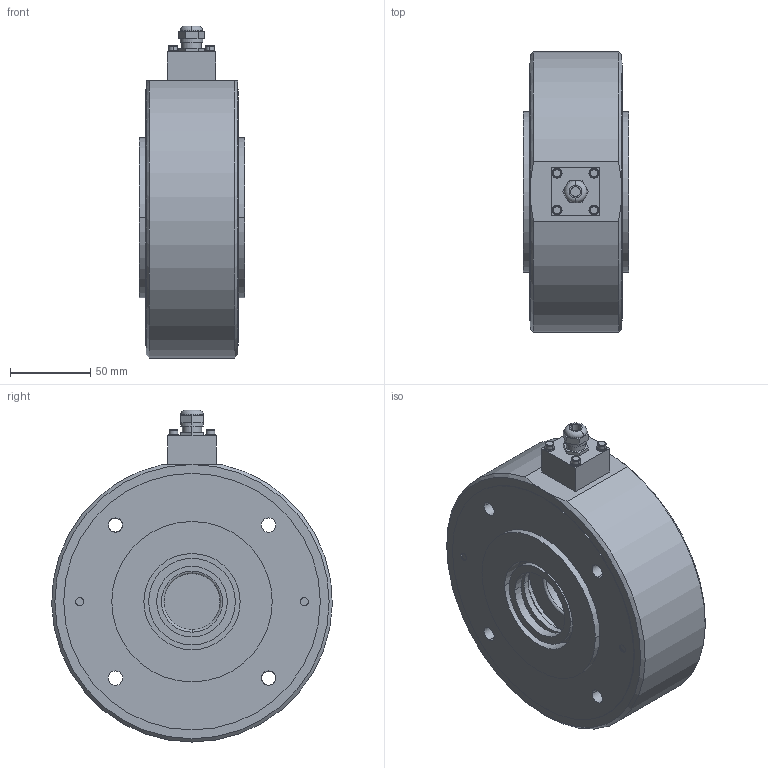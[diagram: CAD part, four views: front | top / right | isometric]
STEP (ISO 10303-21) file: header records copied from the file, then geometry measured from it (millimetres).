
FILE_DESCRIPTION((''),'2;1');
FILE_NAME('31101848_-.stp','2019-10-07T14:07:49',(''),(''),'Mechanical Desktop 2009','Mechanical Desktop 2009',', , ');
FILE_SCHEMA(('CONFIG_CONTROL_DESIGN'));
Length unit declared in the file: millimetre
Products named in the file (38): ZEICHNUNG3; L50006A; L4857104; TEIL1AA; L48573A; TEIL1; L49015; ~TEIL1; ZYLSTIFT10X36A; ZYLSTIFT10X36; ZYLSTIFT8X36; ZYLSTIFT8X36A; I-6KT_SCHRAUBE_M3X25A; I-6KT_SCHRAUBE_M3X25; I-6KT_SCHRAUBE_M6X50NKA; I-6KT_SCHRAUBE_M6X50NK; FEDERRING_M3A; FEDERRING_M3; SICHERUNGSRING_J80; SICHERUNGSRING_J80A; V_RING_V45AA; V_RING_V45A; L4340401; TEIL1A; PENDELKUGELLAGER_1307TVA; PENDELKUGELLAGER_1307TV; KABELVERSCHRAUBUNG_PG7; KABELVERSCHRAUBUNG_PG7A; L49083; TEIL1AAA; L50006; L48573; RM_SDBA; L49026; TEIL1AAAA; FLANSCHDOSE_14S-2P_4-POLIG; FLANSCHDOSE_14S-2P_4-POLIGA; RM_SDB
Assembly tree (42 placements, depth 4):
  ZEICHNUNG3
    L50006A
      L4857104
        TEIL1AA
      L48573A
        TEIL1
      L49015
        ~TEIL1
      ZYLSTIFT10X36A
        ZYLSTIFT10X36
      ZYLSTIFT8X36
        ZYLSTIFT8X36A
      I-6KT_SCHRAUBE_M3X25A  x4
        I-6KT_SCHRAUBE_M3X25
      I-6KT_SCHRAUBE_M6X50NKA  x2
        I-6KT_SCHRAUBE_M6X50NK
      FEDERRING_M3A  x4
        FEDERRING_M3
      SICHERUNGSRING_J80
        SICHERUNGSRING_J80A
      V_RING_V45AA
        V_RING_V45A
      L4340401  x2
        TEIL1A
      PENDELKUGELLAGER_1307TVA
        PENDELKUGELLAGER_1307TV
      KABELVERSCHRAUBUNG_PG7
        KABELVERSCHRAUBUNG_PG7A
      L49083
        TEIL1AAA
    L50006
      L48573
    RM_SDBA  x3
  L49026
  TEIL1AAAA
  FLANSCHDOSE_14S-2P_4-POLIG
  FLANSCHDOSE_14S-2P_4-POLIGA
Bounding box: 65.9 x 174.96 x 207 mm (x, y, z)
Volume: 1263144.4 mm3; surface area: 264334.4 mm2
Topology: 22 solids, 22 shells, 364 faces, 852 edges, 558 vertices
Faces by surface type: cylinder 203, plane 103, cone 32, torus 22, sphere 2, bspline 2
Entity records: 9677 total; most frequent: DIRECTION 1754, CARTESIAN_POINT 1618, ORIENTED_EDGE 1324, AXIS2_PLACEMENT_3D 748, EDGE_CURVE 662, VERTEX_POINT 434, CIRCLE 400, EDGE_LOOP 386
